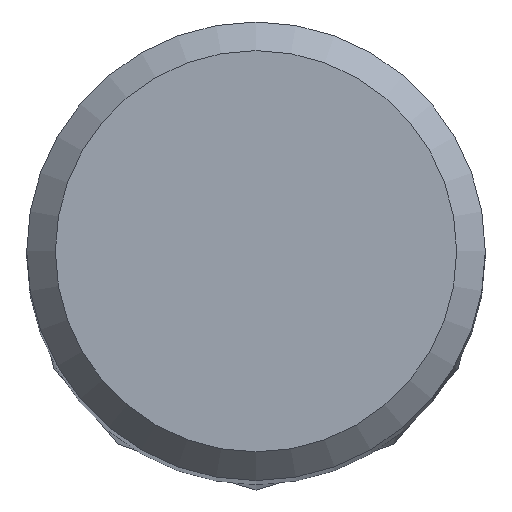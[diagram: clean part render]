
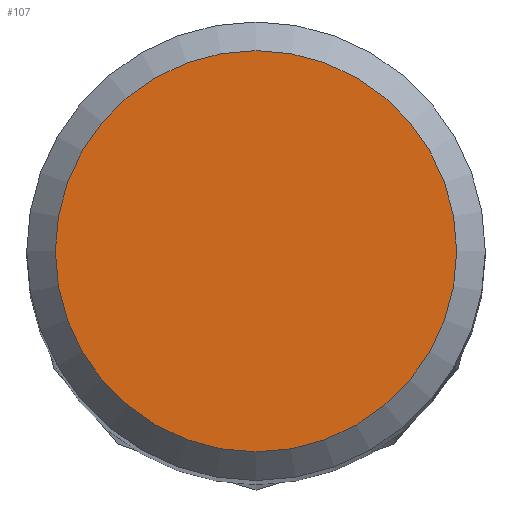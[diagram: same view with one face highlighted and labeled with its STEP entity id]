
A CAD part, top view. The second image highlights one B-rep face of the part: STEP entity #107.
In plain terms, the highlighted planar face has unit normal (0, 0, 1).
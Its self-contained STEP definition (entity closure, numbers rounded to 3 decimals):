
#107=ADVANCED_FACE('',(#115),#111,.F.);
#111=PLANE('',#498);
#115=FACE_OUTER_BOUND('',#131,.T.);
#131=EDGE_LOOP('',(#147));
#147=ORIENTED_EDGE('',*,*,#163,.F.);
#155=VERTEX_POINT('',#692);
#163=EDGE_CURVE('',#155,#155,#186,.T.);
#186=CIRCLE('',#496,7.);
#496=AXIS2_PLACEMENT_3D('',#691,#581,#582);
#498=AXIS2_PLACEMENT_3D('',#694,#585,#586);
#581=DIRECTION('',(0.,0.,-1.));
#582=DIRECTION('',(0.,1.,0.));
#585=DIRECTION('',(0.,0.,-1.));
#586=DIRECTION('',(0.,1.,0.));
#691=CARTESIAN_POINT('',(0.,0.,0.));
#692=CARTESIAN_POINT('',(0.,7.,0.));
#694=CARTESIAN_POINT('',(0.,0.,0.));
